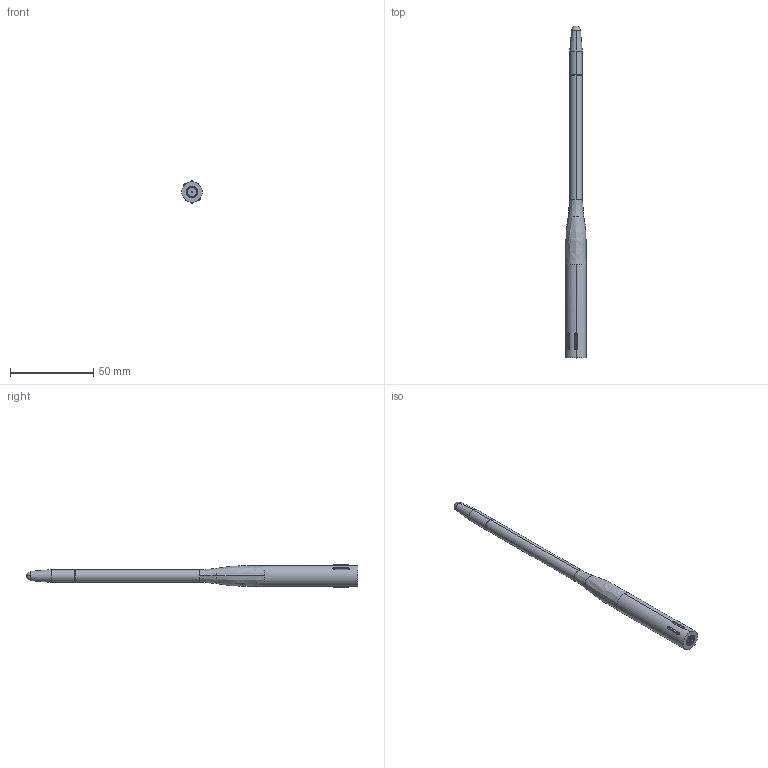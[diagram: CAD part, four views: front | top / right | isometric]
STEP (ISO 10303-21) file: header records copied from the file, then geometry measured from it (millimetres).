
FILE_DESCRIPTION (( 'STEP AP214' ), '1' );
FILE_NAME ('VX-7R.STEP', '2019-02-07T18:23:00', ( '' ), ( '' ), 'SwSTEP 2.0', 'SolidWorks 2018', '' );
FILE_SCHEMA (( 'AUTOMOTIVE_DESIGN' ));
Length unit declared in the file: millimetre
Products named in the file (1): VX-7R
Bounding box: 12.4 x 199 x 13.2 mm (x, y, z)
Volume: 14722 mm3; surface area: 6287.9 mm2
Topology: 1 solids, 1 shells, 67 faces, 172 edges, 111 vertices
Faces by surface type: cylinder 37, bspline 15, plane 7, cone 6, sphere 2
Entity records: 3519 total; most frequent: CARTESIAN_POINT 1940, ORIENTED_EDGE 340, DIRECTION 278, EDGE_CURVE 170, AXIS2_PLACEMENT_3D 111, VERTEX_POINT 111, EDGE_LOOP 73, FACE_OUTER_BOUND 67
